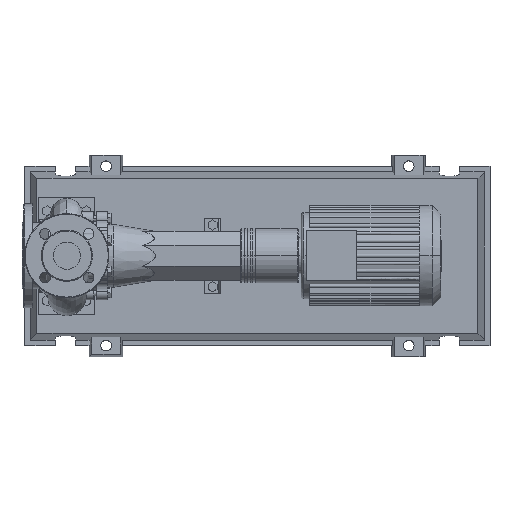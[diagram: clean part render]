
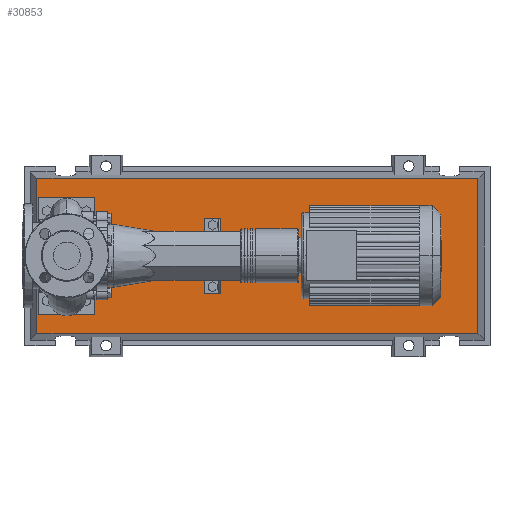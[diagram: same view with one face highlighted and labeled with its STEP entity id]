
A CAD part, top view. The second image highlights one B-rep face of the part: STEP entity #30853.
In plain terms, the highlighted planar face has unit normal (0, 0, 1).
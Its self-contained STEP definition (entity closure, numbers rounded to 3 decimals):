
#30534=CARTESIAN_POINT('',(733.292,-138.292,83.0));
#30535=VERTEX_POINT('',#30534);
#30542=CARTESIAN_POINT('',(-53.292,-138.292,83.0));
#30543=VERTEX_POINT('',#30542);
#30544=CARTESIAN_POINT('',(733.292,-138.292,83.0));
#30545=DIRECTION('',(-1.0,0.0,0.0));
#30546=VECTOR('',#30545,786.584);
#30547=LINE('',#30544,#30546);
#30548=EDGE_CURVE('',#30535,#30543,#30547,.T.);
#30766=CARTESIAN_POINT('',(733.292,138.292,83.0));
#30767=VERTEX_POINT('',#30766);
#30768=CARTESIAN_POINT('',(733.292,138.292,83.0));
#30769=DIRECTION('',(0.0,-1.0,0.0));
#30770=VECTOR('',#30769,276.584);
#30771=LINE('',#30768,#30770);
#30772=EDGE_CURVE('',#30767,#30535,#30771,.T.);
#30790=CARTESIAN_POINT('',(-53.292,138.292,83.0));
#30791=VERTEX_POINT('',#30790);
#30792=CARTESIAN_POINT('',(-53.292,-138.292,83.0));
#30793=DIRECTION('',(0.0,1.0,0.0));
#30794=VECTOR('',#30793,276.584);
#30795=LINE('',#30792,#30794);
#30796=EDGE_CURVE('',#30543,#30791,#30795,.T.);
#30829=CARTESIAN_POINT('',(-53.292,138.292,83.0));
#30830=DIRECTION('',(1.0,0.0,0.0));
#30831=VECTOR('',#30830,786.584);
#30832=LINE('',#30829,#30831);
#30833=EDGE_CURVE('',#30791,#30767,#30832,.T.);
#30842=CARTESIAN_POINT('',(340.,0.,83.0));
#30843=DIRECTION('',(0.0,0.0,1.0));
#30844=DIRECTION('',(1.0,0.0,0.0));
#30845=AXIS2_PLACEMENT_3D('',#30842,#30843,#30844);
#30846=PLANE('',#30845);
#30847=ORIENTED_EDGE('',*,*,#30772,.F.);
#30848=ORIENTED_EDGE('',*,*,#30833,.F.);
#30849=ORIENTED_EDGE('',*,*,#30796,.F.);
#30850=ORIENTED_EDGE('',*,*,#30548,.F.);
#30851=EDGE_LOOP('',(#30847,#30848,#30849,#30850));
#30852=FACE_OUTER_BOUND('',#30851,.T.);
#30853=ADVANCED_FACE('',(#30852),#30846,.T.);
